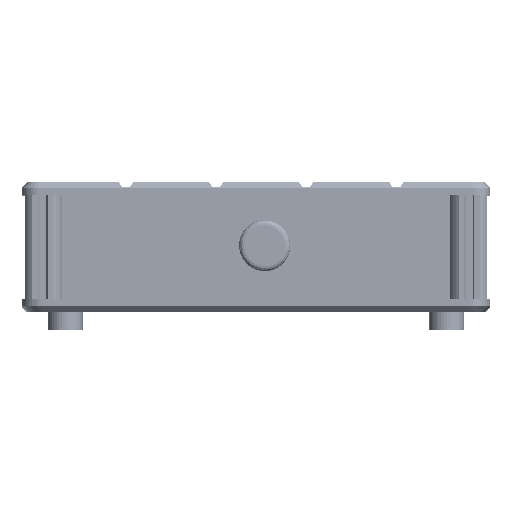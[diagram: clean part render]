
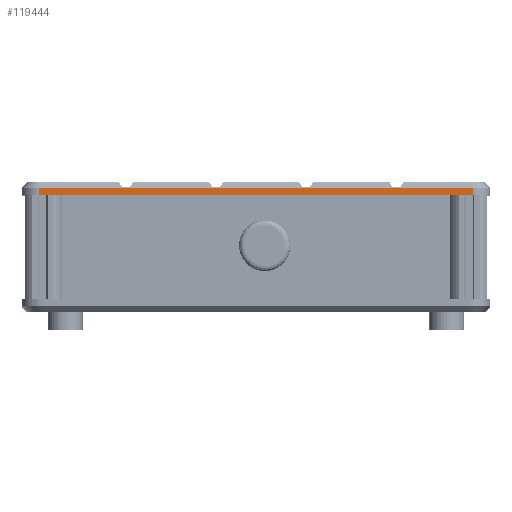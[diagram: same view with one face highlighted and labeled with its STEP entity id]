
A CAD part, top view. The second image highlights one B-rep face of the part: STEP entity #119444.
In plain terms, the highlighted planar face has unit normal (0, 0, 1).
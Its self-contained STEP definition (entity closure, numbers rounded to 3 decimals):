
#2077 = CARTESIAN_POINT ( 'NONE',  ( 371.874, 67., 255.219 ) ) ;
#7470 = CARTESIAN_POINT ( 'NONE',  ( 111.874, 67., 255.219 ) ) ;
#9738 = EDGE_LOOP ( 'NONE', ( #182134, #138023, #67632, #19034 ) ) ;
#10300 = PLANE ( 'NONE',  #62129 ) ;
#16039 = LINE ( 'NONE', #128323, #130708 ) ;
#18948 = EDGE_CURVE ( 'NONE', #151427, #62980, #73771, .T. ) ;
#19034 = ORIENTED_EDGE ( 'NONE', *, *, #18948, .F. ) ;
#23288 = DIRECTION ( 'NONE',  ( 0., -1., 0. ) ) ;
#28070 = CARTESIAN_POINT ( 'NONE',  ( 111.874, 67., 255.219 ) ) ;
#49373 = DIRECTION ( 'NONE',  ( 1., 0., 0. ) ) ;
#56929 = VECTOR ( 'NONE', #134399, 1000. ) ;
#57600 = CARTESIAN_POINT ( 'NONE',  ( 361.874, 67., 255.219 ) ) ;
#62129 = AXIS2_PLACEMENT_3D ( 'NONE', #2077, #124562, #125527 ) ;
#62980 = VERTEX_POINT ( 'NONE', #158765 ) ;
#67632 = ORIENTED_EDGE ( 'NONE', *, *, #199494, .F. ) ;
#73771 = LINE ( 'NONE', #57600, #192453 ) ;
#103788 = EDGE_CURVE ( 'NONE', #181969, #173967, #176643, .T. ) ;
#107934 = EDGE_CURVE ( 'NONE', #173967, #151427, #16039, .T. ) ;
#119444 = ADVANCED_FACE ( 'NONE', ( #149015 ), #10300, .F. ) ;
#124562 = DIRECTION ( 'NONE',  ( 0., 0., -1. ) ) ;
#125527 = DIRECTION ( 'NONE',  ( -1., 0., 0. ) ) ;
#128323 = CARTESIAN_POINT ( 'NONE',  ( 371.874, 71.5, 255.219 ) ) ;
#130708 = VECTOR ( 'NONE', #49373, 1000. ) ;
#134399 = DIRECTION ( 'NONE',  ( -1., 0., 0. ) ) ;
#138023 = ORIENTED_EDGE ( 'NONE', *, *, #103788, .F. ) ;
#139823 = VECTOR ( 'NONE', #188806, 1000. ) ;
#149015 = FACE_OUTER_BOUND ( 'NONE', #9738, .T. ) ;
#151427 = VERTEX_POINT ( 'NONE', #191830 ) ;
#158527 = CARTESIAN_POINT ( 'NONE',  ( 111.874, 71.5, 255.219 ) ) ;
#158765 = CARTESIAN_POINT ( 'NONE',  ( 361.874, 67., 255.219 ) ) ;
#165862 = LINE ( 'NONE', #197212, #56929 ) ;
#173967 = VERTEX_POINT ( 'NONE', #158527 ) ;
#176643 = LINE ( 'NONE', #7470, #139823 ) ;
#181969 = VERTEX_POINT ( 'NONE', #28070 ) ;
#182134 = ORIENTED_EDGE ( 'NONE', *, *, #107934, .F. ) ;
#188806 = DIRECTION ( 'NONE',  ( 0., 1., 0. ) ) ;
#191830 = CARTESIAN_POINT ( 'NONE',  ( 361.874, 71.5, 255.219 ) ) ;
#192453 = VECTOR ( 'NONE', #23288, 1000. ) ;
#197212 = CARTESIAN_POINT ( 'NONE',  ( 236.874, 67., 255.219 ) ) ;
#199494 = EDGE_CURVE ( 'NONE', #62980, #181969, #165862, .T. ) ;
